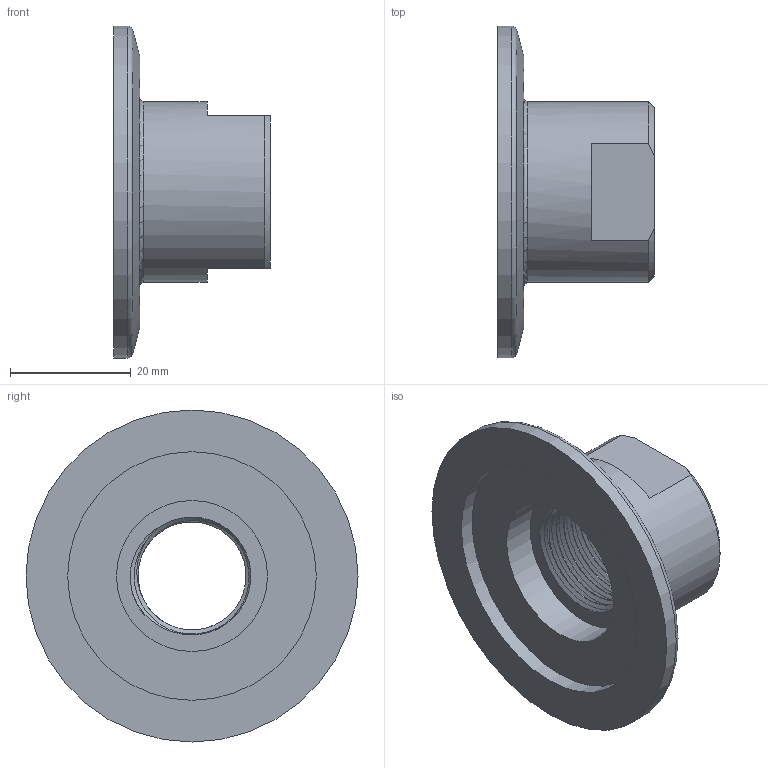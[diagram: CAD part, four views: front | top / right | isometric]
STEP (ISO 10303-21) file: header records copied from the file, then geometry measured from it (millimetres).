
FILE_DESCRIPTION (( 'STEP AP214' ), '1' );
FILE_NAME ('1KF40NF12FULLVAC.STEP', '2025-04-24T11:52:20', ( '' ), ( '' ), 'SwSTEP 2.0', 'SolidWorks 2017', '' );
FILE_SCHEMA (( 'AUTOMOTIVE_DESIGN' ));
Length unit declared in the file: millimetre
Products named in the file (1): 1KF40NF12FULLVAC
Bounding box: 26 x 55 x 55 mm (x, y, z)
Volume: 12936.5 mm3; surface area: 9369.2 mm2
Topology: 1 solids, 1 shells, 27 faces, 67 edges, 45 vertices
Faces by surface type: plane 10, cylinder 5, cone 5, bspline 5, torus 2
Full cylindrical faces by diameter (mm): 25 x1, 30 x1, 41.2 x1, 55 x1
Entity records: 8226 total; most frequent: CARTESIAN_POINT 7641, ORIENTED_EDGE 114, DIRECTION 94, EDGE_CURVE 57, AXIS2_PLACEMENT_3D 43, VERTEX_POINT 42, EDGE_LOOP 39, FACE_OUTER_BOUND 33
